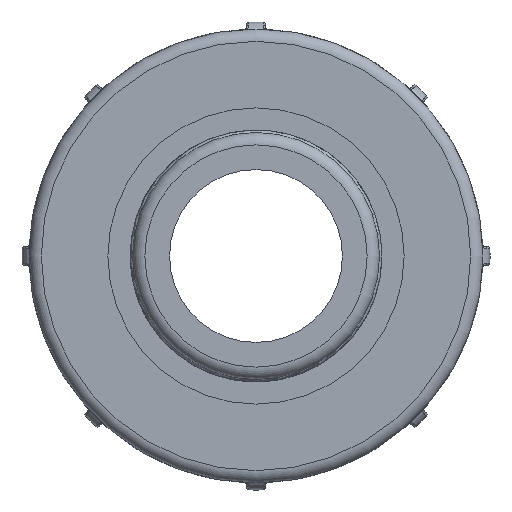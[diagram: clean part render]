
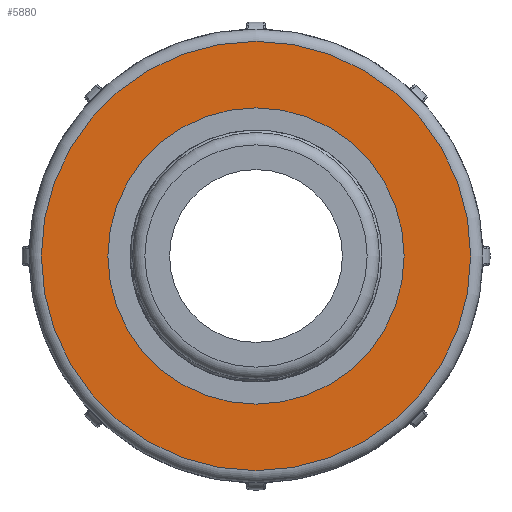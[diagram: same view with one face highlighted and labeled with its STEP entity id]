
A CAD part, left-side view. The second image highlights one B-rep face of the part: STEP entity #5880.
In plain terms, the highlighted planar face has unit normal (-1, 0, 0).
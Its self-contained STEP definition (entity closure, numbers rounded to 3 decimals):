
#49=FACE_BOUND('',#1084,.T.);
#125=PLANE('',#6641);
#686=FACE_OUTER_BOUND('',#1083,.T.);
#1083=EDGE_LOOP('',(#5342));
#1084=EDGE_LOOP('',(#5343));
#2172=CIRCLE('',#6640,51.824);
#2173=CIRCLE('',#6642,35.768);
#2701=VERTEX_POINT('',#12833);
#2702=VERTEX_POINT('',#12836);
#3587=EDGE_CURVE('',#2701,#2701,#2172,.T.);
#3588=EDGE_CURVE('',#2702,#2702,#2173,.T.);
#5342=ORIENTED_EDGE('',*,*,#3587,.F.);
#5343=ORIENTED_EDGE('',*,*,#3588,.T.);
#5880=ADVANCED_FACE('',(#686,#49),#125,.T.);
#6640=AXIS2_PLACEMENT_3D('',#12834,#8389,#8390);
#6641=AXIS2_PLACEMENT_3D('',#12835,#8391,#8392);
#6642=AXIS2_PLACEMENT_3D('',#12837,#8393,#8394);
#8389=DIRECTION('center_axis',(1.,0.,0.));
#8390=DIRECTION('ref_axis',(0.,-1.,0.));
#8391=DIRECTION('center_axis',(-1.,0.,0.));
#8392=DIRECTION('ref_axis',(0.,0.,1.));
#8393=DIRECTION('center_axis',(1.,0.,0.));
#8394=DIRECTION('ref_axis',(0.,0.,-1.));
#12833=CARTESIAN_POINT('',(-103.2,51.824,0.));
#12834=CARTESIAN_POINT('Origin',(-103.2,0.,0.));
#12835=CARTESIAN_POINT('Origin',(-103.2,54.805,0.));
#12836=CARTESIAN_POINT('',(-103.2,35.768,0.));
#12837=CARTESIAN_POINT('Origin',(-103.2,0.,0.));
